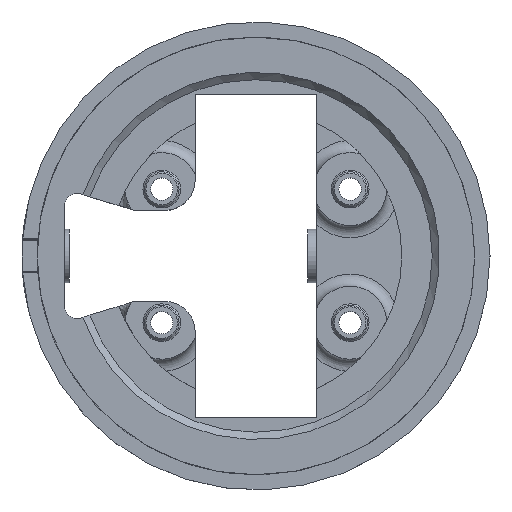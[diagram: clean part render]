
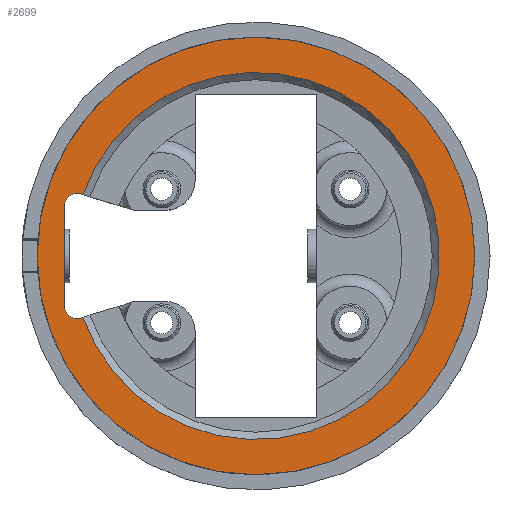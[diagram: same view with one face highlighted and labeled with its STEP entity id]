
A CAD part, top view. The second image highlights one B-rep face of the part: STEP entity #2699.
In plain terms, the highlighted planar face has unit normal (0, 0, 1).
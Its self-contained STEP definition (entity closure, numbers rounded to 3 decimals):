
#62=FACE_BOUND('',#613,.T.);
#168=CIRCLE('',#2852,2.);
#229=CIRCLE('',#2977,36.);
#232=CIRCLE('',#2982,30.2);
#237=CIRCLE('',#2994,2.);
#426=FACE_OUTER_BOUND('',#612,.T.);
#612=EDGE_LOOP('',(#2295));
#613=EDGE_LOOP('',(#2296,#2297,#2298,#2299,#2300,#2301));
#785=LINE('',#4259,#976);
#804=LINE('',#4369,#995);
#811=LINE('',#4405,#1002);
#976=VECTOR('',#3272,10.);
#995=VECTOR('',#3341,10.);
#1002=VECTOR('',#3356,10.);
#1177=VERTEX_POINT('',#4256);
#1178=VERTEX_POINT('',#4258);
#1202=VERTEX_POINT('',#4366);
#1203=VERTEX_POINT('',#4368);
#1205=VERTEX_POINT('',#4374);
#1211=VERTEX_POINT('',#4401);
#1279=VERTEX_POINT('',#4929);
#1449=EDGE_CURVE('',#1178,#1177,#785,.T.);
#1486=EDGE_CURVE('',#1203,#1202,#804,.T.);
#1490=EDGE_CURVE('',#1205,#1202,#168,.T.);
#1497=EDGE_CURVE('',#1205,#1211,#811,.T.);
#1620=EDGE_CURVE('',#1279,#1279,#229,.T.);
#1624=EDGE_CURVE('',#1211,#1178,#232,.T.);
#1633=EDGE_CURVE('',#1203,#1177,#237,.T.);
#2295=ORIENTED_EDGE('',*,*,#1620,.T.);
#2296=ORIENTED_EDGE('',*,*,#1624,.T.);
#2297=ORIENTED_EDGE('',*,*,#1449,.T.);
#2298=ORIENTED_EDGE('',*,*,#1633,.F.);
#2299=ORIENTED_EDGE('',*,*,#1486,.T.);
#2300=ORIENTED_EDGE('',*,*,#1490,.F.);
#2301=ORIENTED_EDGE('',*,*,#1497,.T.);
#2562=PLANE('',#2993);
#2699=ADVANCED_FACE('',(#426,#62),#2562,.T.);
#2852=AXIS2_PLACEMENT_3D('',#4376,#3348,#3349);
#2977=AXIS2_PLACEMENT_3D('',#4930,#3648,#3649);
#2982=AXIS2_PLACEMENT_3D('',#4936,#3659,#3660);
#2993=AXIS2_PLACEMENT_3D('',#4951,#3685,#3686);
#2994=AXIS2_PLACEMENT_3D('',#4952,#3687,#3688);
#3272=DIRECTION('',(-0.957,-0.291,0.));
#3341=DIRECTION('',(0.,1.,0.));
#3348=DIRECTION('center_axis',(0.,0.,1.));
#3349=DIRECTION('ref_axis',(-0.595,0.803,0.));
#3356=DIRECTION('',(0.957,-0.291,0.));
#3648=DIRECTION('center_axis',(0.,0.,1.));
#3649=DIRECTION('ref_axis',(1.,0.,0.));
#3659=DIRECTION('center_axis',(0.,0.,-1.));
#3660=DIRECTION('ref_axis',(-1.,0.,0.));
#3685=DIRECTION('center_axis',(0.,0.,1.));
#3686=DIRECTION('ref_axis',(1.,0.,0.));
#3687=DIRECTION('center_axis',(0.,0.,1.));
#3688=DIRECTION('ref_axis',(-0.595,-0.803,0.));
#4256=CARTESIAN_POINT('',(-28.918,-10.214,6.));
#4258=CARTESIAN_POINT('',(-28.469,-10.078,6.));
#4259=CARTESIAN_POINT('',(-31.5,-11.,6.));
#4366=CARTESIAN_POINT('',(-31.5,8.301,6.));
#4368=CARTESIAN_POINT('',(-31.5,-8.301,6.));
#4369=CARTESIAN_POINT('',(-31.5,0.,6.));
#4374=CARTESIAN_POINT('',(-28.918,10.214,6.));
#4376=CARTESIAN_POINT('Origin',(-29.5,8.301,6.));
#4401=CARTESIAN_POINT('',(-28.469,10.078,6.));
#4405=CARTESIAN_POINT('',(-31.5,11.,6.));
#4929=CARTESIAN_POINT('',(-36.,0.,6.));
#4930=CARTESIAN_POINT('Origin',(0.,0.,6.));
#4936=CARTESIAN_POINT('Origin',(0.,0.,6.));
#4951=CARTESIAN_POINT('Origin',(0.,0.,6.));
#4952=CARTESIAN_POINT('Origin',(-29.5,-8.301,6.));
